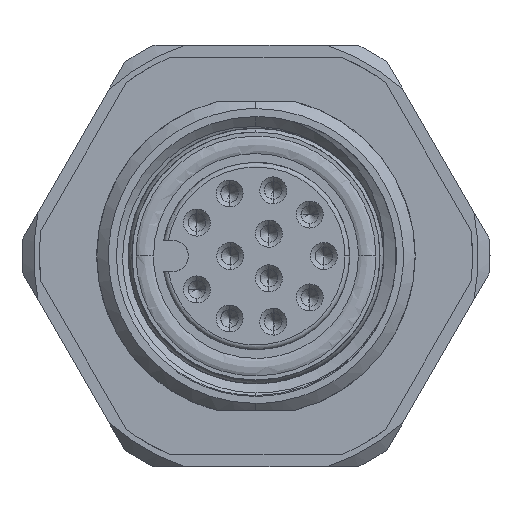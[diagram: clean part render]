
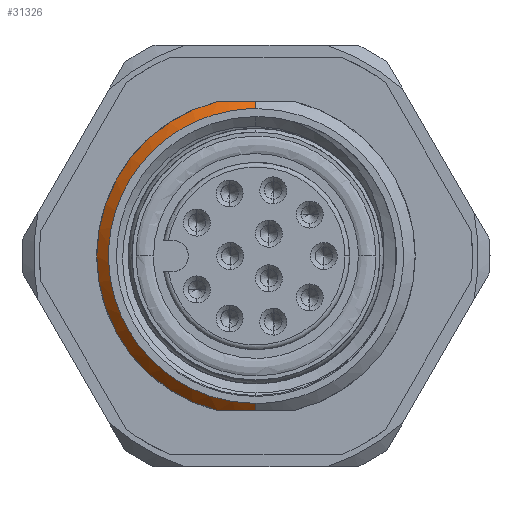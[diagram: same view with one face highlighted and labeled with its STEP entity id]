
A CAD part, left-side view. The second image highlights one B-rep face of the part: STEP entity #31326.
In plain terms, the highlighted conical face has half-angle 45 degrees and reference radius 6.8 mm.
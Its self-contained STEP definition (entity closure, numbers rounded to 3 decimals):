
#1769 = CARTESIAN_POINT ( 'NONE',  ( -19.5, 0., -13. ) ) ;
#2435 = ORIENTED_EDGE ( 'NONE', *, *, #32039, .F. ) ;
#2720 = ORIENTED_EDGE ( 'NONE', *, *, #37332, .T. ) ;
#5566 = CARTESIAN_POINT ( 'NONE',  ( -19.5, 5.505, -3.527 ) ) ;
#5845 = VECTOR ( 'NONE', #7699, 1000. ) ;
#5924 = ORIENTED_EDGE ( 'NONE', *, *, #37247, .T. ) ;
#6557 = DIRECTION ( 'NONE',  ( 1., 0., 0. ) ) ;
#7699 = DIRECTION ( 'NONE',  ( 0.707, 0., -0.707 ) ) ;
#7839 = CARTESIAN_POINT ( 'NONE',  ( -19.5, 3.173, -1.195 ) ) ;
#8114 = ORIENTED_EDGE ( 'NONE', *, *, #22816, .T. ) ;
#8228 = CARTESIAN_POINT ( 'NONE',  ( -19.5, 1.649, -12.836 ) ) ;
#8417 = CARTESIAN_POINT ( 'NONE',  ( -19.5, 6.3, -5.875 ) ) ;
#8532 = CARTESIAN_POINT ( 'NONE',  ( -19.2, 0., -0.1 ) ) ;
#8794 = B_SPLINE_CURVE_WITH_KNOTS ( 'NONE', 3,
 ( #16591, #20013, #8228, #11086, #34457, #28168, #22470, #37119, #19267, #8417, #16404, #5566, #31015, #33879, #7839, #19453, #25334, #36930 ),
 .UNSPECIFIED., .F., .F.,
 ( 4, 2, 2, 2, 2, 2, 2, 2, 4 ),
 ( 0., 0.125, 0.25, 0.375, 0.5, 0.625, 0.75, 0.875, 1. ),
 .UNSPECIFIED. ) ;
#9196 = CARTESIAN_POINT ( 'NONE',  ( -19., 0., -6.7 ) ) ;
#9448 = VECTOR ( 'NONE', #34259, 1000. ) ;
#9572 = CARTESIAN_POINT ( 'NONE',  ( -19., 1.637, -13.3 ) ) ;
#11086 = CARTESIAN_POINT ( 'NONE',  ( -19.5, 3.173, -12.205 ) ) ;
#11142 = VERTEX_POINT ( 'NONE', #13723 ) ;
#12208 = ORIENTED_EDGE ( 'NONE', *, *, #17952, .F. ) ;
#12834 = CARTESIAN_POINT ( 'NONE',  ( -19.2, 0., -0.1 ) ) ;
#13723 = CARTESIAN_POINT ( 'NONE',  ( -19.2, 0., -13.3 ) ) ;
#14277 = AXIS2_PLACEMENT_3D ( 'NONE', #16326, #25621, #27891 ) ;
#15003 = CARTESIAN_POINT ( 'NONE',  ( -19.2, 0.548, -0.1 ) ) ;
#15142 = VERTEX_POINT ( 'NONE', #19379 ) ;
#15300 = DIRECTION ( 'NONE',  ( 0., 0., -1. ) ) ;
#16145 = EDGE_LOOP ( 'NONE', ( #2720, #5924, #24891, #2435, #8114, #12208 ) ) ;
#16198 = CARTESIAN_POINT ( 'NONE',  ( -19.2, 0.548, -13.3 ) ) ;
#16326 = CARTESIAN_POINT ( 'NONE',  ( -19., 0., -6.7 ) ) ;
#16404 = CARTESIAN_POINT ( 'NONE',  ( -19.5, 6.136, -5.051 ) ) ;
#16591 = CARTESIAN_POINT ( 'NONE',  ( -19.5, 0., -13. ) ) ;
#17952 = EDGE_CURVE ( 'NONE', #18281, #11142, #23409, .T. ) ;
#18281 = VERTEX_POINT ( 'NONE', #1769 ) ;
#18891 = CARTESIAN_POINT ( 'NONE',  ( -19., 1.637, -0.1 ) ) ;
#18927 = VERTEX_POINT ( 'NONE', #12834 ) ;
#19238 = CARTESIAN_POINT ( 'NONE',  ( -19.133, 1.083, -13.3 ) ) ;
#19267 = CARTESIAN_POINT ( 'NONE',  ( -19.5, 6.3, -7.525 ) ) ;
#19379 = CARTESIAN_POINT ( 'NONE',  ( -19.5, 0., -0.4 ) ) ;
#19453 = CARTESIAN_POINT ( 'NONE',  ( -19.5, 1.649, -0.564 ) ) ;
#20013 = CARTESIAN_POINT ( 'NONE',  ( -19.5, 0.825, -13. ) ) ;
#21374 = FACE_OUTER_BOUND ( 'NONE', #16145, .T. ) ;
#21579 = CIRCLE ( 'NONE', #14277, 6.8 ) ;
#22032 = CONICAL_SURFACE ( 'NONE', #26888, 6.8, 0.785 ) ;
#22470 = CARTESIAN_POINT ( 'NONE',  ( -19.5, 5.505, -9.873 ) ) ;
#22664 = CARTESIAN_POINT ( 'NONE',  ( -19., 0., 0.1 ) ) ;
#22816 = EDGE_CURVE ( 'NONE', #35724, #11142, #32704, .T. ) ;
#23409 = LINE ( 'NONE', #32152, #5845 ) ;
#24891 = ORIENTED_EDGE ( 'NONE', *, *, #35965, .T. ) ;
#25334 = CARTESIAN_POINT ( 'NONE',  ( -19.5, 0.825, -0.4 ) ) ;
#25621 = DIRECTION ( 'NONE',  ( 1., 0., 0. ) ) ;
#25835 = CARTESIAN_POINT ( 'NONE',  ( -19.133, 1.083, -0.1 ) ) ;
#26888 = AXIS2_PLACEMENT_3D ( 'NONE', #9196, #6557, #15300 ) ;
#27588 = CARTESIAN_POINT ( 'NONE',  ( -19.2, 0., -13.3 ) ) ;
#27891 = DIRECTION ( 'NONE',  ( 0., 0., 1. ) ) ;
#28168 = CARTESIAN_POINT ( 'NONE',  ( -19.5, 5.038, -10.572 ) ) ;
#30317 = VERTEX_POINT ( 'NONE', #18891 ) ;
#31015 = CARTESIAN_POINT ( 'NONE',  ( -19.5, 5.038, -2.828 ) ) ;
#31326 = ADVANCED_FACE ( 'NONE', ( #21374 ), #22032, .T. ) ;
#32039 = EDGE_CURVE ( 'NONE', #35724, #30317, #21579, .T. ) ;
#32152 = CARTESIAN_POINT ( 'NONE',  ( -19., 0., -13.5 ) ) ;
#32285 = CARTESIAN_POINT ( 'NONE',  ( -19., 1.637, -0.1 ) ) ;
#32704 = B_SPLINE_CURVE_WITH_KNOTS ( 'NONE', 3,
 ( #36711, #19238, #16198, #27588 ),
 .UNSPECIFIED., .F., .F.,
 ( 4, 4 ),
 ( 0., 1. ),
 .UNSPECIFIED. ) ;
#33879 = CARTESIAN_POINT ( 'NONE',  ( -19.5, 3.872, -1.662 ) ) ;
#34259 = DIRECTION ( 'NONE',  ( 0.707, 0., 0.707 ) ) ;
#34457 = CARTESIAN_POINT ( 'NONE',  ( -19.5, 3.872, -11.738 ) ) ;
#34722 = B_SPLINE_CURVE_WITH_KNOTS ( 'NONE', 3,
 ( #8532, #15003, #25835, #32285 ),
 .UNSPECIFIED., .F., .F.,
 ( 4, 4 ),
 ( 0., 1. ),
 .UNSPECIFIED. ) ;
#35724 = VERTEX_POINT ( 'NONE', #9572 ) ;
#35965 = EDGE_CURVE ( 'NONE', #18927, #30317, #34722, .T. ) ;
#36711 = CARTESIAN_POINT ( 'NONE',  ( -19., 1.637, -13.3 ) ) ;
#36930 = CARTESIAN_POINT ( 'NONE',  ( -19.5, 0., -0.4 ) ) ;
#37119 = CARTESIAN_POINT ( 'NONE',  ( -19.5, 6.136, -8.349 ) ) ;
#37247 = EDGE_CURVE ( 'NONE', #15142, #18927, #37309, .T. ) ;
#37309 = LINE ( 'NONE', #22664, #9448 ) ;
#37332 = EDGE_CURVE ( 'NONE', #18281, #15142, #8794, .T. ) ;
